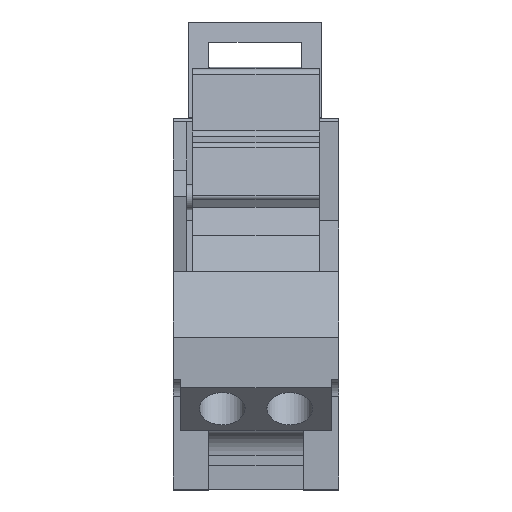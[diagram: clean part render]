
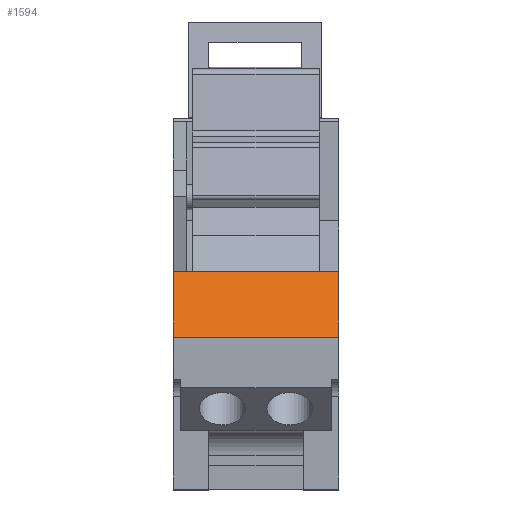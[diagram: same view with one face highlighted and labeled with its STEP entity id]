
A CAD part, top view. The second image highlights one B-rep face of the part: STEP entity #1594.
In plain terms, the highlighted planar face has unit normal (0, 0.458, 0.889).
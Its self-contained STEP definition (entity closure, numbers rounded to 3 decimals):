
#1594 = ADVANCED_FACE( '', ( #4494 ), #4495, .T. );
#2072 = EDGE_CURVE( '', #5297, #5298, #5299, .T. );
#2316 = EDGE_CURVE( '', #5586, #5297, #5673, .T. );
#2614 = EDGE_CURVE( '', #6090, #5298, #6091, .T. );
#2736 = EDGE_CURVE( '', #6090, #6249, #6250, .T. );
#3980 = EDGE_CURVE( '', #6249, #5586, #7754, .T. );
#4494 = FACE_OUTER_BOUND( '', #8421, .T. );
#4495 = PLANE( '', #8422 );
#5297 = VERTEX_POINT( '', #9548 );
#5298 = VERTEX_POINT( '', #9549 );
#5299 = LINE( '', #9550, #9551 );
#5586 = VERTEX_POINT( '', #9980 );
#5673 = LINE( '', #10106, #10107 );
#6090 = VERTEX_POINT( '', #10723 );
#6091 = LINE( '', #10724, #10725 );
#6249 = VERTEX_POINT( '', #10973 );
#6250 = LINE( '', #10974, #10975 );
#7754 = LINE( '', #13371, #13372 );
#8421 = EDGE_LOOP( '', ( #13959, #13960, #13961, #13962, #13963 ) );
#8422 = AXIS2_PLACEMENT_3D( '', #13964, #13965, #13966 );
#9548 = CARTESIAN_POINT( '', ( -4.9, -8.915, 15.999 ) );
#9549 = CARTESIAN_POINT( '', ( -4.9, -12.8, 18. ) );
#9550 = CARTESIAN_POINT( '', ( -4.9, -12.8, 18. ) );
#9551 = VECTOR( '', #14803, 1000. );
#9980 = CARTESIAN_POINT( '', ( -4.1, -8.915, 15.999 ) );
#10106 = CARTESIAN_POINT( '', ( 4.9, -8.915, 15.999 ) );
#10107 = VECTOR( '', #15242, 1000. );
#10723 = CARTESIAN_POINT( '', ( 4.9, -12.8, 18. ) );
#10724 = CARTESIAN_POINT( '', ( 4.9, -12.8, 18. ) );
#10725 = VECTOR( '', #15759, 1000. );
#10973 = CARTESIAN_POINT( '', ( 4.9, -8.915, 15.999 ) );
#10974 = CARTESIAN_POINT( '', ( 4.9, -12.8, 18. ) );
#10975 = VECTOR( '', #15951, 1000. );
#13371 = CARTESIAN_POINT( '', ( 4.9, -8.915, 15.999 ) );
#13372 = VECTOR( '', #17985, 1000. );
#13959 = ORIENTED_EDGE( '', *, *, #2072, .T. );
#13960 = ORIENTED_EDGE( '', *, *, #2614, .F. );
#13961 = ORIENTED_EDGE( '', *, *, #2736, .T. );
#13962 = ORIENTED_EDGE( '', *, *, #3980, .T. );
#13963 = ORIENTED_EDGE( '', *, *, #2316, .T. );
#13964 = CARTESIAN_POINT( '', ( 4.9, -8.915, 15.999 ) );
#13965 = DIRECTION( '', ( 0., 0.458, 0.889 ) );
#13966 = DIRECTION( '', ( 1., 0., 0. ) );
#14803 = DIRECTION( '', ( 0., -0.889, 0.458 ) );
#15242 = DIRECTION( '', ( -1., 0., 0. ) );
#15759 = DIRECTION( '', ( -1., 0., 0. ) );
#15951 = DIRECTION( '', ( 0., 0.889, -0.458 ) );
#17985 = DIRECTION( '', ( -1., 0., 0. ) );
